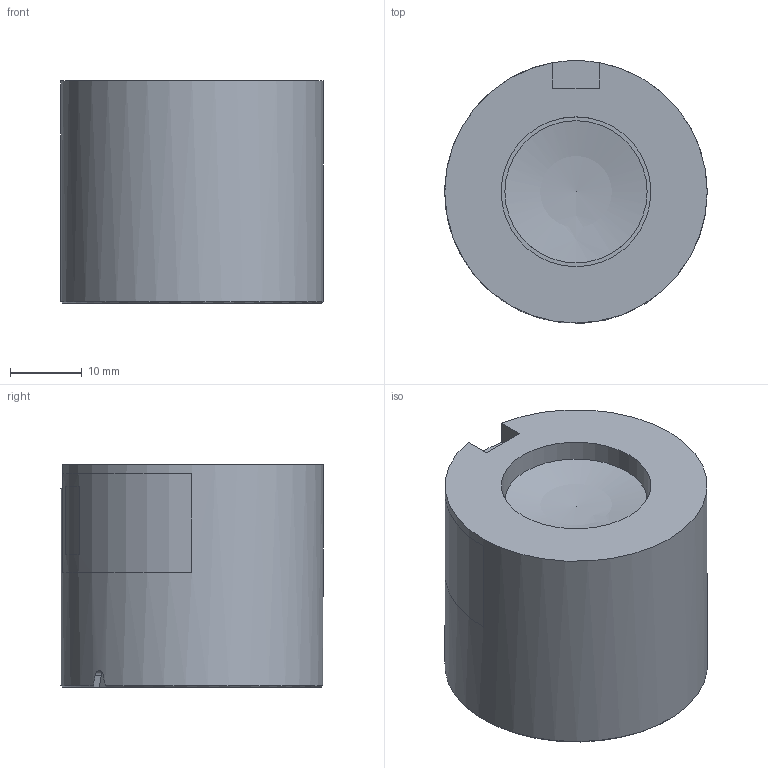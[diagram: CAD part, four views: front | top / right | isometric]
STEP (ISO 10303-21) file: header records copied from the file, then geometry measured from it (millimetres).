
FILE_DESCRIPTION(/* description */ (''),/* implementation_level */ '2;1');
FILE_NAME(/* name */ 'MX11769 v1.step',/* time_stamp */ '2022-11-13T02:20:04-05:00',/* author */ (''),/* organization */ (''),/* preprocessor_version */ 'ST-DEVELOPER v19.2',/* originating_system */ 'Autodesk Translation Framework v11.17.0.187',/* authorisation */ '');
FILE_SCHEMA (('AUTOMOTIVE_DESIGN { 1 0 10303 214 3 1 1 }'));
Length unit declared in the file: millimetre
Products named in the file (2): MX11769; Default
Assembly tree (1 placements, depth 2):
  MX11769
    Default
Bounding box: 36.55 x 36.52 x 31 mm (x, y, z)
Volume: 31040.2 mm3; surface area: 6055.9 mm2
Topology: 1 solids, 1 shells, 30 faces, 71 edges, 47 vertices
Faces by surface type: plane 20, cylinder 7, cone 2, sphere 1
Full cylindrical faces by diameter (mm): 18.3 x1, 19.8 x1, 20.85 x1, 36.55 x1
Entity records: 986 total; most frequent: CARTESIAN_POINT 173, DIRECTION 160, ORIENTED_EDGE 140, EDGE_CURVE 70, AXIS2_PLACEMENT_3D 60, VERTEX_POINT 47, LINE 40, VECTOR 40
